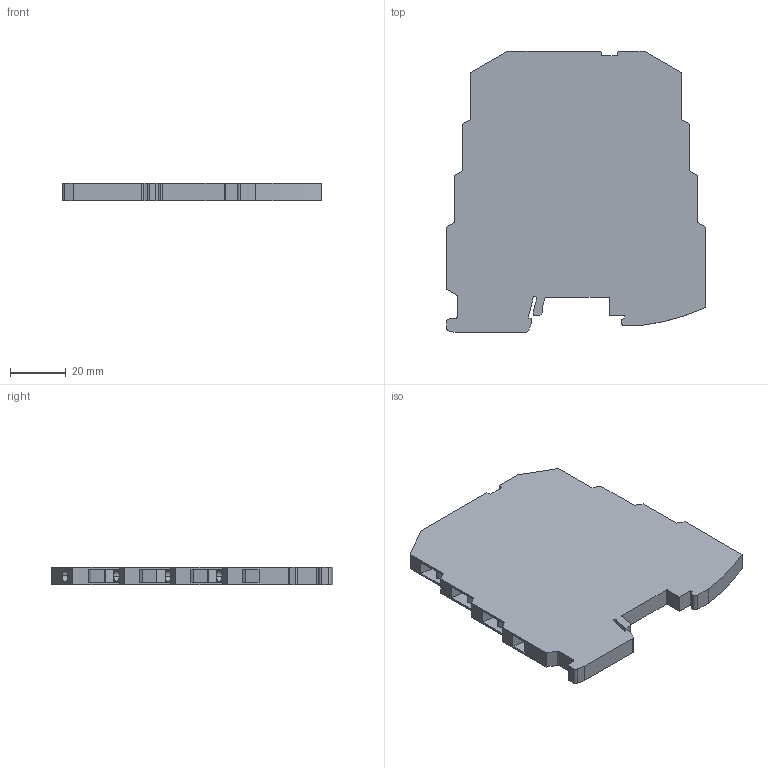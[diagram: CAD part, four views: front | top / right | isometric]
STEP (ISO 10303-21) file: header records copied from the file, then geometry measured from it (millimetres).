
FILE_DESCRIPTION(('SolidDesigner STEP Export'),'2;1');
FILE_NAME('2810780_MINI_MCR_SL_SHUNT_UI_NC-select.stp','2010-07-22T13:29:37',(''),(''),'CoCreate Modeling STEP processor for AP214 (Solid Model)','CoCreate Modeling 16.00A 16-Aug-2008 (C) Parametric Technology GmbH','');
FILE_SCHEMA(('AUTOMOTIVE_DESIGN { 1 0 10303 214 1 1 1 1 }'));
Length unit declared in the file: millimetre
Products named in the file (2): 2810780_MINI_MCR_SL_SHUNT_UI_NC-select
Assembly tree (1 placements, depth 2):
  2810780_MINI_MCR_SL_SHUNT_UI_NC-select
    2810780_MINI_MCR_SL_SHUNT_UI_NC-select
Bounding box: 93.1 x 101.2 x 6.3 mm (x, y, z)
Volume: 48696.8 mm3; surface area: 19796.4 mm2
Topology: 1 solids, 1 shells, 142 faces, 396 edges, 260 vertices
Faces by surface type: plane 100, cylinder 42
Entity records: 5436 total; most frequent: ORIENTED_EDGE 792, CARTESIAN_POINT 743, DIRECTION 666, EDGE_CURVE 396, VECTOR 300, LINE 300, VERTEX_POINT 260, AXIS2_PLACEMENT_3D 183
